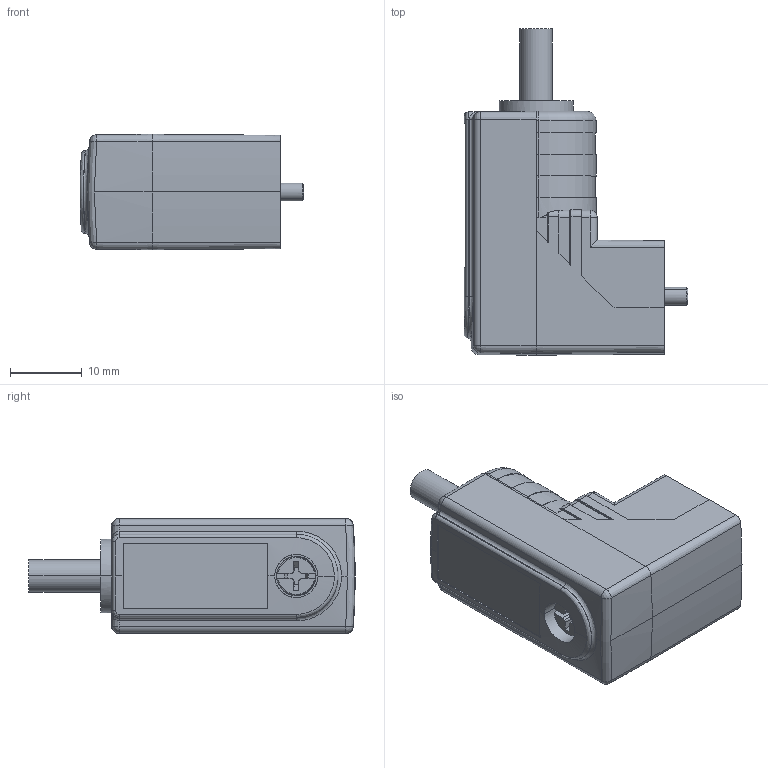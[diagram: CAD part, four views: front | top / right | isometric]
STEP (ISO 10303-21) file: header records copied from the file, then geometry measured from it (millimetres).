
FILE_DESCRIPTION((''),'2;1');
FILE_NAME('DM_CAD-2025','2014-09-23T',('Creinig-se'),(''),'PRO/ENGINEER BY PARAMETRIC TECHNOLOGY CORPORATION, 2013050','PRO/ENGINEER BY PARAMETRIC TECHNOLOGY CORPORATION, 2013050','');
FILE_SCHEMA(('CONFIG_CONTROL_DESIGN'));
Length unit declared in the file: millimetre
Products named in the file (1): DM_CAD-2025
Bounding box: 31.19 x 45.45 x 16.1 mm (x, y, z)
Volume: 11460.9 mm3; surface area: 4106.2 mm2
Topology: 1 solids, 9 shells, 434 faces, 1114 edges, 720 vertices
Faces by surface type: plane 253, cylinder 99, bspline 37, cone 32, torus 13
Entity records: 21102 total; most frequent: CARTESIAN_POINT 7450, ORIENTED_EDGE 2206, DIRECTION 1897, PRESENTATION_STYLE_ASSIGNMENT 1121, STYLED_ITEM 1118, CURVE_STYLE 1115, EDGE_CURVE 1103, VECTOR 723
